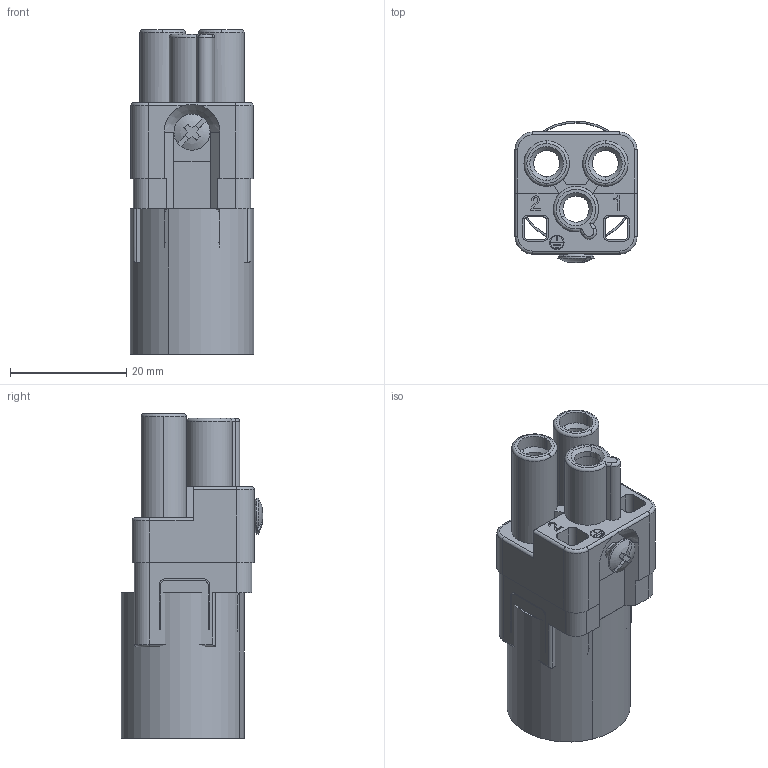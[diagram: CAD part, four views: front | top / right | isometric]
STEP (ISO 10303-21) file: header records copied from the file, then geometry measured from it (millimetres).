
FILE_DESCRIPTION(('Creo Elements/Direct Modeling STEP Export'),'2;1');
FILE_NAME('0ln7uvk4qr4j0sq4272','2019-05-22T 9:12:08',(''),(''),'Creo Elements/Direct Modeling STEP processor for AP214 (Solid Model)','Creo Elements/Direct Modeling 20.1B 02-Apr-2019 (C) Parametric Technology GmbH','');
FILE_SCHEMA(('AUTOMOTIVE_DESIGN { 1 0 10303 214 1 1 1 1 }'));
Length unit declared in the file: millimetre
Products named in the file (4): GUAINA_TERMORETRAIBILE_ø20.6; CQ4F_02_H
Assembly tree (2 placements, depth 2):
  GUAINA_TERMORETRAIBILE_ø20.6
    GUAINA_TERMORETRAIBILE_ø20.6
  CQ4F_02_H
    CQ4F_02_H
Bounding box: 21.19 x 24.42 x 55.8 mm (x, y, z)
Volume: 7389.5 mm3; surface area: 10347.5 mm2
Topology: 2 solids, 2 shells, 355 faces, 1049 edges, 720 vertices
Faces by surface type: plane 221, cylinder 100, cone 20, torus 12, sphere 2
Entity records: 12031 total; most frequent: CARTESIAN_POINT 2274, ORIENTED_EDGE 2098, DIRECTION 1810, EDGE_CURVE 1049, VECTOR 732, LINE 732, VERTEX_POINT 720, AXIS2_PLACEMENT_3D 539
